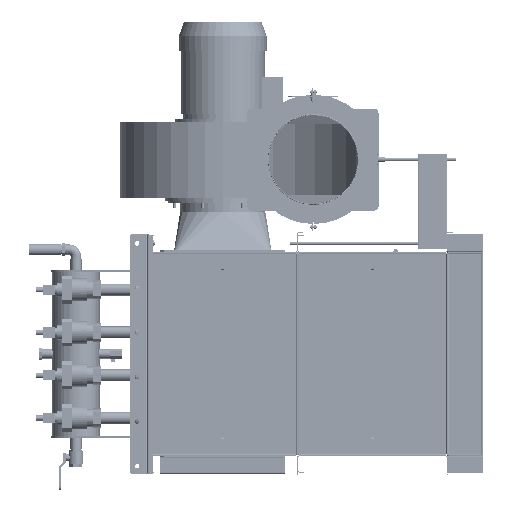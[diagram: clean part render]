
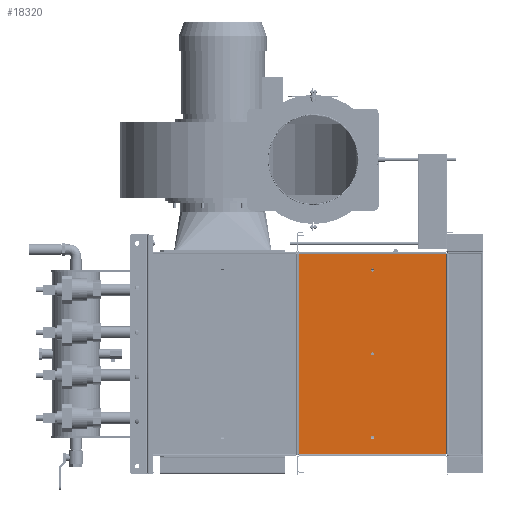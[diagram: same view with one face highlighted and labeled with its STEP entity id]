
A CAD part, left-side view. The second image highlights one B-rep face of the part: STEP entity #18320.
In plain terms, the highlighted face is planar.
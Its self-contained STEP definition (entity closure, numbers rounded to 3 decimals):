
#1630 = CIRCLE ( 'NONE', #119550, 4.5 ) ;
#1898 = ORIENTED_EDGE ( 'NONE', *, *, #50956, .F. ) ;
#2430 = ORIENTED_EDGE ( 'NONE', *, *, #26048, .T. ) ;
#3482 = CARTESIAN_POINT ( 'NONE',  ( 0., 205.6, -280.6 ) ) ;
#6618 = EDGE_CURVE ( 'NONE', #123734, #28130, #115606, .T. ) ;
#9083 = LINE ( 'NONE', #69758, #119251 ) ;
#11515 = CARTESIAN_POINT ( 'NONE',  ( 0., -205.6, 280.6 ) ) ;
#13602 = EDGE_CURVE ( 'NONE', #95366, #123249, #1630, .T. ) ;
#15652 = DIRECTION ( 'NONE',  ( 0., -1., 0. ) ) ;
#17011 = CARTESIAN_POINT ( 'NONE',  ( 0., 0., 235. ) ) ;
#17174 = VECTOR ( 'NONE', #102847, 1000. ) ;
#18320 = ADVANCED_FACE ( 'NONE', ( #32107, #81653, #51881, #121843 ), #80965, .F. ) ;
#18353 = DIRECTION ( 'NONE',  ( -1., 0., 0. ) ) ;
#18506 = CARTESIAN_POINT ( 'NONE',  ( 0., 0., 4.5 ) ) ;
#19632 = CARTESIAN_POINT ( 'NONE',  ( 0., 0., 235. ) ) ;
#19676 = DIRECTION ( 'NONE',  ( -1., 0., 0. ) ) ;
#20283 = DIRECTION ( 'NONE',  ( 0., -1., 0. ) ) ;
#20588 = AXIS2_PLACEMENT_3D ( 'NONE', #20961, #19676, #28907 ) ;
#20961 = CARTESIAN_POINT ( 'NONE',  ( 0., 0., 0. ) ) ;
#20996 = VERTEX_POINT ( 'NONE', #118602 ) ;
#23817 = VECTOR ( 'NONE', #116889, 1000. ) ;
#26048 = EDGE_CURVE ( 'NONE', #57441, #71077, #53125, .T. ) ;
#26194 = EDGE_LOOP ( 'NONE', ( #1898, #126060, #72551, #107136 ) ) ;
#28130 = VERTEX_POINT ( 'NONE', #126856 ) ;
#28907 = DIRECTION ( 'NONE',  ( 0., -1., 0. ) ) ;
#32107 = FACE_BOUND ( 'NONE', #56526, .T. ) ;
#32207 = DIRECTION ( 'NONE',  ( -1., 0., 0. ) ) ;
#34318 = LINE ( 'NONE', #95085, #81940 ) ;
#35407 = DIRECTION ( 'NONE',  ( -1., 0., 0. ) ) ;
#36422 = EDGE_CURVE ( 'NONE', #77967, #122403, #37846, .T. ) ;
#37846 = CIRCLE ( 'NONE', #99025, 4.5 ) ;
#44205 = DIRECTION ( 'NONE',  ( 0., -1., 0. ) ) ;
#44353 = CARTESIAN_POINT ( 'NONE',  ( 0., 0., -239.5 ) ) ;
#49211 = CARTESIAN_POINT ( 'NONE',  ( 0., 0., 239.5 ) ) ;
#49285 = DIRECTION ( 'NONE',  ( 0., 0., -1. ) ) ;
#49928 = DIRECTION ( 'NONE',  ( -1., 0., 0. ) ) ;
#50956 = EDGE_CURVE ( 'NONE', #28130, #88809, #9083, .T. ) ;
#51621 = ORIENTED_EDGE ( 'NONE', *, *, #78864, .T. ) ;
#51881 = FACE_OUTER_BOUND ( 'NONE', #26194, .T. ) ;
#53125 = CIRCLE ( 'NONE', #59466, 4.5 ) ;
#54201 = EDGE_CURVE ( 'NONE', #123249, #95366, #94372, .T. ) ;
#55185 = CARTESIAN_POINT ( 'NONE',  ( 0., 0., -235. ) ) ;
#56526 = EDGE_LOOP ( 'NONE', ( #79422, #114735 ) ) ;
#57441 = VERTEX_POINT ( 'NONE', #49211 ) ;
#59466 = AXIS2_PLACEMENT_3D ( 'NONE', #17011, #128439, #107996 ) ;
#61905 = CARTESIAN_POINT ( 'NONE',  ( 0., 210., -280.6 ) ) ;
#62211 = CARTESIAN_POINT ( 'NONE',  ( 0., 0., 0. ) ) ;
#63519 = DIRECTION ( 'NONE',  ( -1., 0., 0. ) ) ;
#69758 = CARTESIAN_POINT ( 'NONE',  ( 0., 205.6, 280.6 ) ) ;
#71077 = VERTEX_POINT ( 'NONE', #96400 ) ;
#72551 = ORIENTED_EDGE ( 'NONE', *, *, #91605, .F. ) ;
#72899 = ORIENTED_EDGE ( 'NONE', *, *, #102019, .T. ) ;
#73280 = EDGE_CURVE ( 'NONE', #88809, #20996, #91629, .T. ) ;
#75822 = AXIS2_PLACEMENT_3D ( 'NONE', #19632, #18353, #79658 ) ;
#77061 = AXIS2_PLACEMENT_3D ( 'NONE', #80299, #49928, #20283 ) ;
#77967 = VERTEX_POINT ( 'NONE', #44353 ) ;
#78864 = EDGE_CURVE ( 'NONE', #122403, #77967, #123610, .T. ) ;
#79422 = ORIENTED_EDGE ( 'NONE', *, *, #54201, .T. ) ;
#79658 = DIRECTION ( 'NONE',  ( 0., -1., 0. ) ) ;
#80299 = CARTESIAN_POINT ( 'NONE',  ( 0., 210., -285. ) ) ;
#80965 = PLANE ( 'NONE',  #77061 ) ;
#81653 = FACE_BOUND ( 'NONE', #109520, .T. ) ;
#81940 = VECTOR ( 'NONE', #124725, 1000. ) ;
#85871 = CARTESIAN_POINT ( 'NONE',  ( 0., 0., -4.5 ) ) ;
#86425 = CIRCLE ( 'NONE', #75822, 4.5 ) ;
#88809 = VERTEX_POINT ( 'NONE', #3482 ) ;
#91605 = EDGE_CURVE ( 'NONE', #20996, #123734, #34318, .T. ) ;
#91629 = LINE ( 'NONE', #61905, #17174 ) ;
#92004 = AXIS2_PLACEMENT_3D ( 'NONE', #122586, #32207, #44205 ) ;
#94372 = CIRCLE ( 'NONE', #20588, 4.5 ) ;
#94578 = CARTESIAN_POINT ( 'NONE',  ( 0., -210., 280.6 ) ) ;
#95085 = CARTESIAN_POINT ( 'NONE',  ( 0., -205.6, -280.6 ) ) ;
#95366 = VERTEX_POINT ( 'NONE', #85871 ) ;
#96400 = CARTESIAN_POINT ( 'NONE',  ( 0., 0., 230.5 ) ) ;
#98918 = EDGE_LOOP ( 'NONE', ( #51621, #125013 ) ) ;
#99025 = AXIS2_PLACEMENT_3D ( 'NONE', #55185, #35407, #15652 ) ;
#102019 = EDGE_CURVE ( 'NONE', #71077, #57441, #86425, .T. ) ;
#102847 = DIRECTION ( 'NONE',  ( 0., -1., 0. ) ) ;
#103857 = CARTESIAN_POINT ( 'NONE',  ( 0., 0., -230.5 ) ) ;
#107136 = ORIENTED_EDGE ( 'NONE', *, *, #73280, .F. ) ;
#107996 = DIRECTION ( 'NONE',  ( 0., -1., 0. ) ) ;
#109520 = EDGE_LOOP ( 'NONE', ( #2430, #72899 ) ) ;
#114735 = ORIENTED_EDGE ( 'NONE', *, *, #13602, .T. ) ;
#115606 = LINE ( 'NONE', #94578, #23817 ) ;
#116889 = DIRECTION ( 'NONE',  ( 0., 1., 0. ) ) ;
#118602 = CARTESIAN_POINT ( 'NONE',  ( 0., -205.6, -280.6 ) ) ;
#119251 = VECTOR ( 'NONE', #49285, 1000. ) ;
#119550 = AXIS2_PLACEMENT_3D ( 'NONE', #62211, #63519, #122874 ) ;
#121843 = FACE_BOUND ( 'NONE', #98918, .T. ) ;
#122403 = VERTEX_POINT ( 'NONE', #103857 ) ;
#122586 = CARTESIAN_POINT ( 'NONE',  ( 0., 0., -235. ) ) ;
#122874 = DIRECTION ( 'NONE',  ( 0., -1., 0. ) ) ;
#123249 = VERTEX_POINT ( 'NONE', #18506 ) ;
#123610 = CIRCLE ( 'NONE', #92004, 4.5 ) ;
#123734 = VERTEX_POINT ( 'NONE', #11515 ) ;
#124725 = DIRECTION ( 'NONE',  ( 0., 0., 1. ) ) ;
#125013 = ORIENTED_EDGE ( 'NONE', *, *, #36422, .T. ) ;
#126060 = ORIENTED_EDGE ( 'NONE', *, *, #6618, .F. ) ;
#126856 = CARTESIAN_POINT ( 'NONE',  ( 0., 205.6, 280.6 ) ) ;
#128439 = DIRECTION ( 'NONE',  ( -1., 0., 0. ) ) ;
